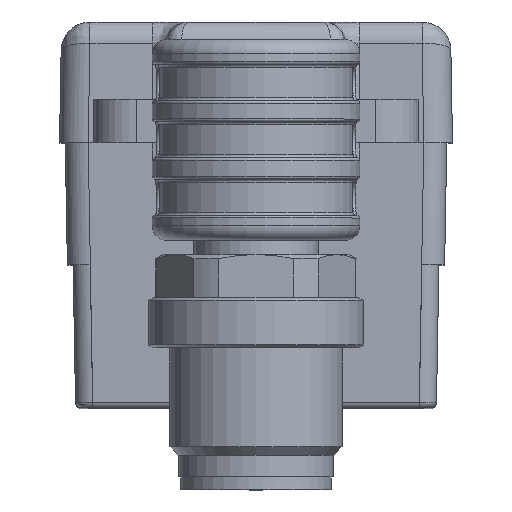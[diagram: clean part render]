
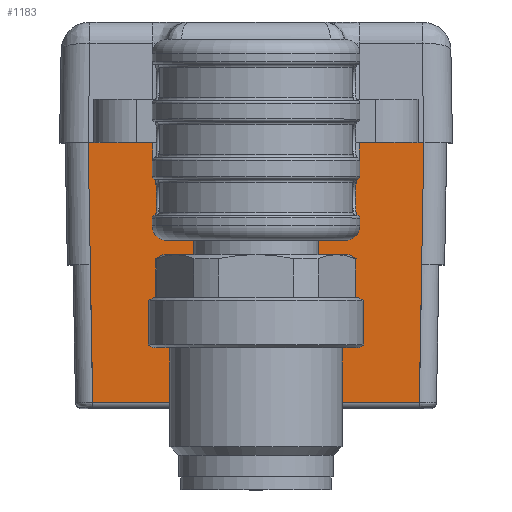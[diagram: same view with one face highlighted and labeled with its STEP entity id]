
A CAD part, top view. The second image highlights one B-rep face of the part: STEP entity #1183.
In plain terms, the highlighted planar face has unit normal (0, -0.018, 1).
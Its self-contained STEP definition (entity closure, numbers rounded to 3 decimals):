
#75=ELLIPSE('',#9824,7.201,7.2);
#480=FACE_OUTER_BOUND('',#2514,.T.);
#1183=ADVANCED_FACE('',(#480),#1541,.T.);
#1541=PLANE('',#9825);
#2514=EDGE_LOOP('',(#5781,#5782,#5783,#5784,#5785,#5786,#5787,#5788,#5789,
#5790,#5791,#5792));
#3147=LINE('',#15504,#3960);
#3148=LINE('',#15507,#3961);
#3149=LINE('',#15509,#3962);
#3150=LINE('',#15511,#3963);
#3151=LINE('',#15513,#3964);
#3152=LINE('',#15515,#3965);
#3153=LINE('',#15517,#3966);
#3154=LINE('',#15521,#3967);
#3155=LINE('',#15523,#3968);
#3156=LINE('',#15525,#3969);
#3157=LINE('',#15527,#3970);
#3960=VECTOR('',#11593,1.);
#3961=VECTOR('',#11594,1.);
#3962=VECTOR('',#11595,1.);
#3963=VECTOR('',#11596,1.);
#3964=VECTOR('',#11597,1.);
#3965=VECTOR('',#11598,1.);
#3966=VECTOR('',#11599,1.);
#3967=VECTOR('',#11602,1.);
#3968=VECTOR('',#11603,1.);
#3969=VECTOR('',#11604,1.);
#3970=VECTOR('',#11605,1.);
#5781=ORIENTED_EDGE('',*,*,#8560,.T.);
#5782=ORIENTED_EDGE('',*,*,#8561,.T.);
#5783=ORIENTED_EDGE('',*,*,#8562,.T.);
#5784=ORIENTED_EDGE('',*,*,#8563,.T.);
#5785=ORIENTED_EDGE('',*,*,#8564,.T.);
#5786=ORIENTED_EDGE('',*,*,#8565,.T.);
#5787=ORIENTED_EDGE('',*,*,#8566,.T.);
#5788=ORIENTED_EDGE('',*,*,#8567,.T.);
#5789=ORIENTED_EDGE('',*,*,#8568,.T.);
#5790=ORIENTED_EDGE('',*,*,#8569,.T.);
#5791=ORIENTED_EDGE('',*,*,#8570,.F.);
#5792=ORIENTED_EDGE('',*,*,#8571,.T.);
#7473=VERTEX_POINT('',#15505);
#7474=VERTEX_POINT('',#15506);
#7475=VERTEX_POINT('',#15508);
#7476=VERTEX_POINT('',#15510);
#7477=VERTEX_POINT('',#15512);
#7478=VERTEX_POINT('',#15514);
#7479=VERTEX_POINT('',#15516);
#7480=VERTEX_POINT('',#15518);
#7481=VERTEX_POINT('',#15520);
#7482=VERTEX_POINT('',#15522);
#7483=VERTEX_POINT('',#15524);
#7484=VERTEX_POINT('',#15526);
#8560=EDGE_CURVE('',#7473,#7474,#3147,.T.);
#8561=EDGE_CURVE('',#7474,#7475,#3148,.T.);
#8562=EDGE_CURVE('',#7475,#7476,#3149,.T.);
#8563=EDGE_CURVE('',#7476,#7477,#3150,.T.);
#8564=EDGE_CURVE('',#7477,#7478,#3151,.T.);
#8565=EDGE_CURVE('',#7478,#7479,#3152,.T.);
#8566=EDGE_CURVE('',#7479,#7480,#3153,.T.);
#8567=EDGE_CURVE('',#7480,#7481,#75,.T.);
#8568=EDGE_CURVE('',#7481,#7482,#3154,.T.);
#8569=EDGE_CURVE('',#7482,#7483,#3155,.T.);
#8570=EDGE_CURVE('',#7484,#7483,#3156,.T.);
#8571=EDGE_CURVE('',#7484,#7473,#3157,.T.);
#9824=AXIS2_PLACEMENT_3D('',#15519,#11600,#11601);
#9825=AXIS2_PLACEMENT_3D('',#15528,#11606,#11607);
#11593=DIRECTION('',(0.017,-1.,-0.017));
#11594=DIRECTION('',(1.,0.,0.));
#11595=DIRECTION('',(0.017,1.,0.017));
#11596=DIRECTION('',(-1.,0.,0.));
#11597=DIRECTION('',(-1.,0.,0.));
#11598=DIRECTION('',(-1.,0.,0.));
#11599=DIRECTION('',(0.,-1.,-0.017));
#11600=DIRECTION('',(0.,0.017,-1.));
#11601=DIRECTION('',(0.,1.,0.017));
#11602=DIRECTION('',(0.,1.,0.017));
#11603=DIRECTION('',(-1.,0.,0.));
#11604=DIRECTION('',(1.,0.,0.));
#11605=DIRECTION('',(-1.,0.,0.));
#11606=DIRECTION('',(0.,-0.017,1.));
#11607=DIRECTION('',(-1.,0.,0.));
#15504=CARTESIAN_POINT('',(-11.827,7.245,-5.974));
#15505=CARTESIAN_POINT('',(-11.7,0.,-6.1));
#15506=CARTESIAN_POINT('',(-11.384,-18.107,-6.416));
#15507=CARTESIAN_POINT('',(-14.45,-18.107,-6.416));
#15508=CARTESIAN_POINT('',(11.384,-18.107,-6.416));
#15509=CARTESIAN_POINT('',(11.701,0.028,-6.1));
#15510=CARTESIAN_POINT('',(11.7,0.,-6.1));
#15511=CARTESIAN_POINT('',(-14.45,0.,-6.1));
#15512=CARTESIAN_POINT('',(11.35,0.,-6.1));
#15513=CARTESIAN_POINT('',(11.35,0.,-6.1));
#15514=CARTESIAN_POINT('',(9.35,0.,-6.1));
#15515=CARTESIAN_POINT('',(-14.45,0.,-6.1));
#15516=CARTESIAN_POINT('',(7.2,0.,-6.1));
#15517=CARTESIAN_POINT('',(7.2,-1.2,-6.121));
#15518=CARTESIAN_POINT('',(7.2,-1.183,-6.121));
#15519=CARTESIAN_POINT('',(0.,-1.183,-6.121));
#15520=CARTESIAN_POINT('',(-7.2,-1.183,-6.121));
#15521=CARTESIAN_POINT('',(-7.2,0.,-6.1));
#15522=CARTESIAN_POINT('',(-7.2,0.,-6.1));
#15523=CARTESIAN_POINT('',(-14.45,0.,-6.1));
#15524=CARTESIAN_POINT('',(-9.35,0.,-6.1));
#15525=CARTESIAN_POINT('',(-11.35,0.,-6.1));
#15526=CARTESIAN_POINT('',(-11.35,0.,-6.1));
#15527=CARTESIAN_POINT('',(-14.45,0.,-6.1));
#15528=CARTESIAN_POINT('',(-14.45,7.199,-5.974));
